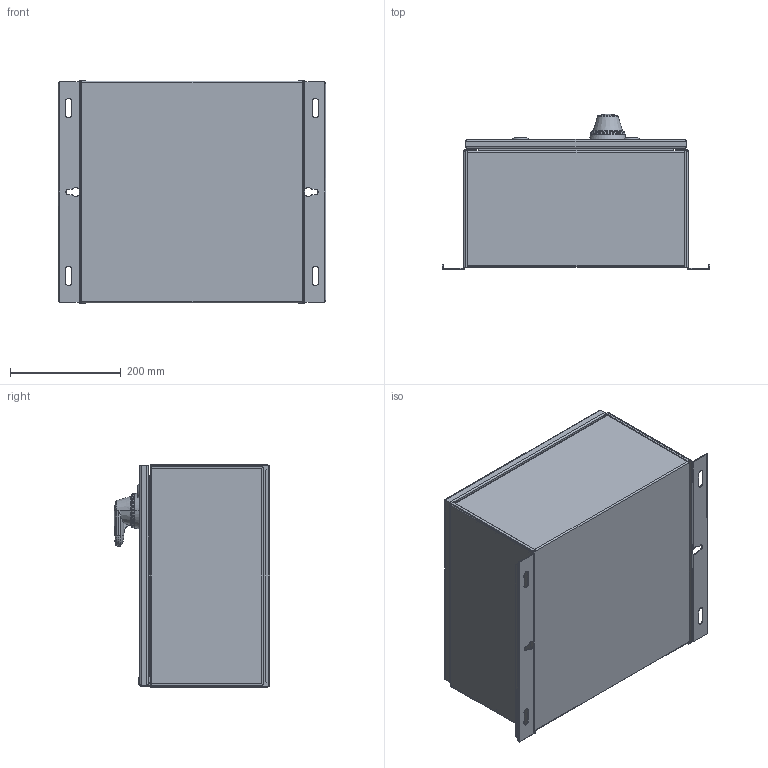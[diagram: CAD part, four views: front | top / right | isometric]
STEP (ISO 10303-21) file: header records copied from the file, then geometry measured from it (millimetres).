
FILE_DESCRIPTION((''),'2;1');
FILE_NAME('OT90-125GDUU3BZ_SIMPLIFIED','2017-01-10T',('fijaleh7'),(''),'CREO PARAMETRIC BY PTC INC, 2016050','CREO PARAMETRIC BY PTC INC, 2016050','');
FILE_SCHEMA(('CONFIG_CONTROL_DESIGN'));
Length unit declared in the file: millimetre
Products named in the file (1): OT90-125GDUU3BZ_SIMPLIFIED
Bounding box: 482.3 x 279.71 x 403.5 mm (x, y, z)
Volume: 36720248.8 mm3; surface area: 1215802.6 mm2
Topology: 1 solids, 1 shells, 525 faces, 1398 edges, 866 vertices
Faces by surface type: plane 284, cylinder 164, bspline 31, torus 26, cone 13, sphere 6, extrusion 1
Entity records: 23141 total; most frequent: CARTESIAN_POINT 6183, ORIENTED_EDGE 2784, DIRECTION 2619, EDGE_CURVE 1392, VECTOR 921, LINE 920, VERTEX_POINT 866, AXIS2_PLACEMENT_3D 849
